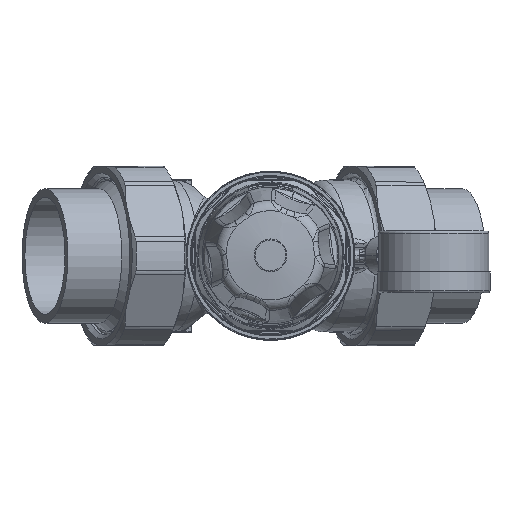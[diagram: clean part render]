
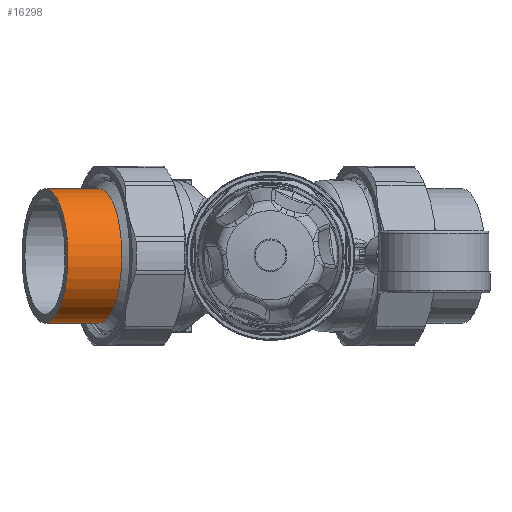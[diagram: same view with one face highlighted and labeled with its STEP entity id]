
A CAD part, top view. The second image highlights one B-rep face of the part: STEP entity #16298.
In plain terms, the highlighted cylindrical face has radius 31 mm (diameter 62 mm), a full revolution.
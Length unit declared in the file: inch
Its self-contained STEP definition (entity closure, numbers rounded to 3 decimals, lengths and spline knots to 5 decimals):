
#2039=CYLINDRICAL_SURFACE('',#17520,1.22047);
#2870=FACE_OUTER_BOUND('',#3833,.T.);
#3833=EDGE_LOOP('',(#13840,#13841,#13842,#13843));
#4440=LINE('',#54755,#5039);
#5039=VECTOR('',#20334,1.22047);
#5718=CIRCLE('',#17516,1.22047);
#5719=CIRCLE('',#17518,1.22047);
#7119=VERTEX_POINT('',#54746);
#7120=VERTEX_POINT('',#54750);
#9394=EDGE_CURVE('',#7119,#7119,#5718,.T.);
#9395=EDGE_CURVE('',#7120,#7120,#5719,.T.);
#9397=EDGE_CURVE('',#7119,#7120,#4440,.T.);
#13840=ORIENTED_EDGE('',*,*,#9394,.F.);
#13841=ORIENTED_EDGE('',*,*,#9397,.T.);
#13842=ORIENTED_EDGE('',*,*,#9395,.T.);
#13843=ORIENTED_EDGE('',*,*,#9397,.F.);
#16298=ADVANCED_FACE('',(#2870),#2039,.T.);
#17516=AXIS2_PLACEMENT_3D('',#54748,#20324,#20325);
#17518=AXIS2_PLACEMENT_3D('',#54751,#20328,#20329);
#17520=AXIS2_PLACEMENT_3D('',#54754,#20332,#20333);
#20324=DIRECTION('center_axis',(0.94,0.,
-0.342));
#20325=DIRECTION('ref_axis',(-0.342,0.,-0.94));
#20328=DIRECTION('center_axis',(0.94,0.,
-0.342));
#20329=DIRECTION('ref_axis',(-0.342,0.,-0.94));
#20332=DIRECTION('center_axis',(0.94,0.,
-0.342));
#20333=DIRECTION('ref_axis',(0.342,0.,0.94));
#20334=DIRECTION('',(-0.94,0.,0.342));
#54746=CARTESIAN_POINT('',(-3.53553,0.,-0.81171));
#54748=CARTESIAN_POINT('Origin',(-3.11811,0.,
0.33516));
#54750=CARTESIAN_POINT('',(-4.51518,0.,-0.45515));
#54751=CARTESIAN_POINT('Origin',(-4.09775,0.,
0.69172));
#54754=CARTESIAN_POINT('Origin',(-3.60793,0.,
0.51344));
#54755=CARTESIAN_POINT('',(-4.02536,0.,-0.63343));
